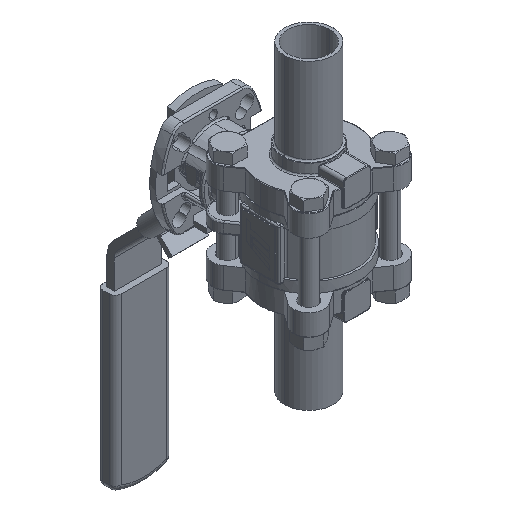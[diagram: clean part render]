
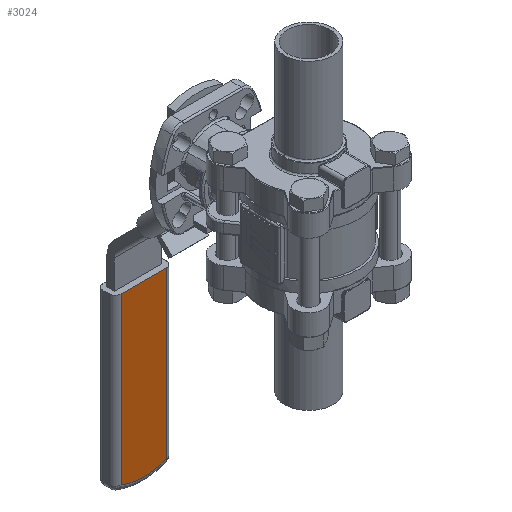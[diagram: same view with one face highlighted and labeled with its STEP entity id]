
A CAD part, isometric view. The second image highlights one B-rep face of the part: STEP entity #3024.
In plain terms, the highlighted planar face has unit normal (0, -1, 0).
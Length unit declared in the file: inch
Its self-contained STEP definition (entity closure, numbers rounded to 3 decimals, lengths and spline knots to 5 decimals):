
#902 = EDGE_LOOP ( 'NONE', ( #4749, #4751, #4750, #4752 ) ) ;
#1858 = DIRECTION ( 'NONE',  ( 0., 0., 1. ) ) ;
#1859 = DIRECTION ( 'NONE',  ( 0., 1., 0. ) ) ;
#1860 = CARTESIAN_POINT ( 'NONE',  ( 3.01375, 0.17449, 0. ) ) ;
#1861 = PLANE ( 'NONE',  #16161 ) ;
#2485 = EDGE_CURVE ( 'NONE', #14752, #14766, #12557, .T. ) ;
#2587 = EDGE_CURVE ( 'NONE', #14767, #14753, #12479, .T. ) ;
#2589 = EDGE_CURVE ( 'NONE', #14766, #14767, #16198, .T. ) ;
#2594 = EDGE_CURVE ( 'NONE', #14752, #14753, #12476, .T. ) ;
#3024 = ADVANCED_FACE ( 'NONE', ( #12236 ), #1861, .F. ) ;
#4749 = ORIENTED_EDGE ( 'NONE', *, *, #2594, .F. ) ;
#4750 = ORIENTED_EDGE ( 'NONE', *, *, #2589, .T. ) ;
#4751 = ORIENTED_EDGE ( 'NONE', *, *, #2485, .T. ) ;
#4752 = ORIENTED_EDGE ( 'NONE', *, *, #2587, .T. ) ;
#5068 = DIRECTION ( 'NONE',  ( 0., 0., 1. ) ) ;
#5069 = DIRECTION ( 'NONE',  ( 0., -1., 0. ) ) ;
#5070 = CARTESIAN_POINT ( 'NONE',  ( 3.01375, 0.17449, 0. ) ) ;
#5073 = DIRECTION ( 'NONE',  ( -1., 0., 0. ) ) ;
#5074 = CARTESIAN_POINT ( 'NONE',  ( 0.72907, 0.17449, 0.4685 ) ) ;
#5297 = DIRECTION ( 'NONE',  ( 1., 0., 0. ) ) ;
#5298 = CARTESIAN_POINT ( 'NONE',  ( 4.22907, 0.17449, -0.4685 ) ) ;
#6988 = CARTESIAN_POINT ( 'NONE',  ( 4.14832, 0.17449, 0.4685 ) ) ;
#6989 = CARTESIAN_POINT ( 'NONE',  ( 4.14832, 0.17449, -0.4685 ) ) ;
#7003 = CARTESIAN_POINT ( 'NONE',  ( 0.72907, 0.17449, 0.4685 ) ) ;
#7004 = CARTESIAN_POINT ( 'NONE',  ( 0.72907, 0.17449, -0.4685 ) ) ;
#12236 = FACE_OUTER_BOUND ( 'NONE', #902, .T. ) ;
#12476 = LINE ( 'NONE', #18710, #16698 ) ;
#12479 = LINE ( 'NONE', #5074, #16275 ) ;
#12557 = LINE ( 'NONE', #5298, #15175 ) ;
#14752 = VERTEX_POINT ( 'NONE', #7004 ) ;
#14753 = VERTEX_POINT ( 'NONE', #7003 ) ;
#14766 = VERTEX_POINT ( 'NONE', #6989 ) ;
#14767 = VERTEX_POINT ( 'NONE', #6988 ) ;
#15175 = VECTOR ( 'NONE', #5297, 39.37008 ) ;
#16161 = AXIS2_PLACEMENT_3D ( 'NONE', #1860, #1859, #1858 ) ;
#16198 = CIRCLE ( 'NONE', #16701, 1.2275 ) ;
#16275 = VECTOR ( 'NONE', #5073, 39.37008 ) ;
#16698 = VECTOR ( 'NONE', #18704, 39.37008 ) ;
#16701 = AXIS2_PLACEMENT_3D ( 'NONE', #5070, #5069, #5068 ) ;
#18704 = DIRECTION ( 'NONE',  ( 0., 0., 1. ) ) ;
#18710 = CARTESIAN_POINT ( 'NONE',  ( 0.72907, 0.17449, 0.5935 ) ) ;
